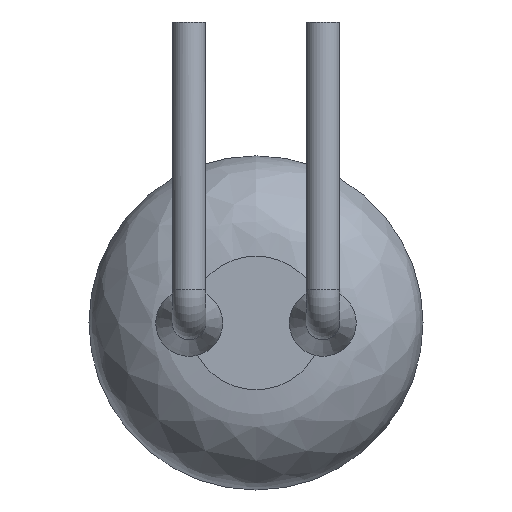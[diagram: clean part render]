
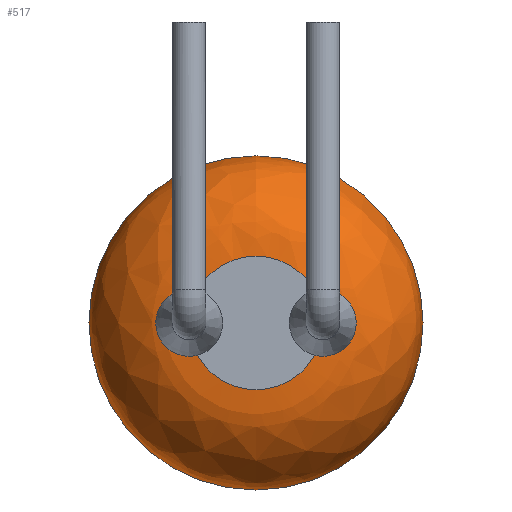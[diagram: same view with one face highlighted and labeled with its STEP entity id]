
A CAD part, front view. The second image highlights one B-rep face of the part: STEP entity #517.
In plain terms, the highlighted free-form (B-spline) face has degree [2, 2] with [3, 9] control points.
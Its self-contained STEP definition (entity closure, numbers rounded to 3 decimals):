
#111=FACE_OUTER_BOUND('',#151,.T.);
#151=EDGE_LOOP('',(#389,#390,#391,#392));
#198=CIRCLE('',#590,2.);
#199=CIRCLE('',#591,0.8);
#200=CIRCLE('',#592,1.2);
#236=VERTEX_POINT('',#939);
#237=VERTEX_POINT('',#969);
#291=EDGE_CURVE('',#236,#236,#198,.T.);
#293=EDGE_CURVE('',#237,#237,#199,.T.);
#294=EDGE_CURVE('',#237,#236,#200,.T.);
#389=ORIENTED_EDGE('',*,*,#293,.F.);
#390=ORIENTED_EDGE('',*,*,#294,.T.);
#391=ORIENTED_EDGE('',*,*,#291,.T.);
#392=ORIENTED_EDGE('',*,*,#294,.F.);
#499=(
BOUNDED_SURFACE()
B_SPLINE_SURFACE(2,2,((#942,#943,#944,#945,#946,#947,#948,#949,#950),(#951,
#952,#953,#954,#955,#956,#957,#958,#959),(#960,#961,#962,#963,#964,#965,
#966,#967,#968)),.UNSPECIFIED.,.F.,.T.,.F.)
B_SPLINE_SURFACE_WITH_KNOTS((3,3),(3,2,2,2,3),(0.,1.571),(-3.142,
-1.571,0.,1.571,3.142),.UNSPECIFIED.)
GEOMETRIC_REPRESENTATION_ITEM()
RATIONAL_B_SPLINE_SURFACE(((1.,0.707,1.,0.707,1.,
0.707,1.,0.707,1.),(0.707,0.5,0.707,
0.5,0.707,0.5,0.707,0.5,0.707),(1.,
0.707,1.,0.707,1.,0.707,1.,0.707,
1.)))
REPRESENTATION_ITEM('')
SURFACE()
);
#517=ADVANCED_FACE('',(#111),#499,.F.);
#590=AXIS2_PLACEMENT_3D('',#940,#700,#701);
#591=AXIS2_PLACEMENT_3D('',#970,#703,#704);
#592=AXIS2_PLACEMENT_3D('',#971,#705,#706);
#700=DIRECTION('center_axis',(0.,-1.,0.));
#701=DIRECTION('ref_axis',(0.,0.,-1.));
#703=DIRECTION('center_axis',(0.,-1.,0.));
#704=DIRECTION('ref_axis',(0.,0.,-1.));
#705=DIRECTION('center_axis',(-1.,0.,0.));
#706=DIRECTION('ref_axis',(0.,0.,1.));
#939=CARTESIAN_POINT('',(0.,2.2,2.267));
#940=CARTESIAN_POINT('Origin',(0.,2.2,0.267));
#942=CARTESIAN_POINT('Ctrl Pts',(0.,2.2,
2.267));
#943=CARTESIAN_POINT('Ctrl Pts',(-2.,2.2,2.267));
#944=CARTESIAN_POINT('Ctrl Pts',(-2.,2.2,0.267));
#945=CARTESIAN_POINT('Ctrl Pts',(-2.,2.2,-1.733));
#946=CARTESIAN_POINT('Ctrl Pts',(0.,2.2,
-1.733));
#947=CARTESIAN_POINT('Ctrl Pts',(2.,2.2,-1.733));
#948=CARTESIAN_POINT('Ctrl Pts',(2.,2.2,0.267));
#949=CARTESIAN_POINT('Ctrl Pts',(2.,2.2,2.267));
#950=CARTESIAN_POINT('Ctrl Pts',(0.,2.2,
2.267));
#951=CARTESIAN_POINT('Ctrl Pts',(0.,1.,
2.267));
#952=CARTESIAN_POINT('Ctrl Pts',(-2.,1.,2.267));
#953=CARTESIAN_POINT('Ctrl Pts',(-2.,1.,0.267));
#954=CARTESIAN_POINT('Ctrl Pts',(-2.,1.,-1.733));
#955=CARTESIAN_POINT('Ctrl Pts',(0.,1.,
-1.733));
#956=CARTESIAN_POINT('Ctrl Pts',(2.,1.,-1.733));
#957=CARTESIAN_POINT('Ctrl Pts',(2.,1.,0.267));
#958=CARTESIAN_POINT('Ctrl Pts',(2.,1.,2.267));
#959=CARTESIAN_POINT('Ctrl Pts',(0.,1.,
2.267));
#960=CARTESIAN_POINT('Ctrl Pts',(0.,1.,
1.067));
#961=CARTESIAN_POINT('Ctrl Pts',(-0.8,1.,1.067));
#962=CARTESIAN_POINT('Ctrl Pts',(-0.8,1.,0.267));
#963=CARTESIAN_POINT('Ctrl Pts',(-0.8,1.,-0.533));
#964=CARTESIAN_POINT('Ctrl Pts',(0.,1.,
-0.533));
#965=CARTESIAN_POINT('Ctrl Pts',(0.8,1.,-0.533));
#966=CARTESIAN_POINT('Ctrl Pts',(0.8,1.,0.267));
#967=CARTESIAN_POINT('Ctrl Pts',(0.8,1.,1.067));
#968=CARTESIAN_POINT('Ctrl Pts',(0.,1.,
1.067));
#969=CARTESIAN_POINT('',(0.,1.,1.067));
#970=CARTESIAN_POINT('Origin',(0.,1.,0.267));
#971=CARTESIAN_POINT('Origin',(0.,2.2,1.067));
